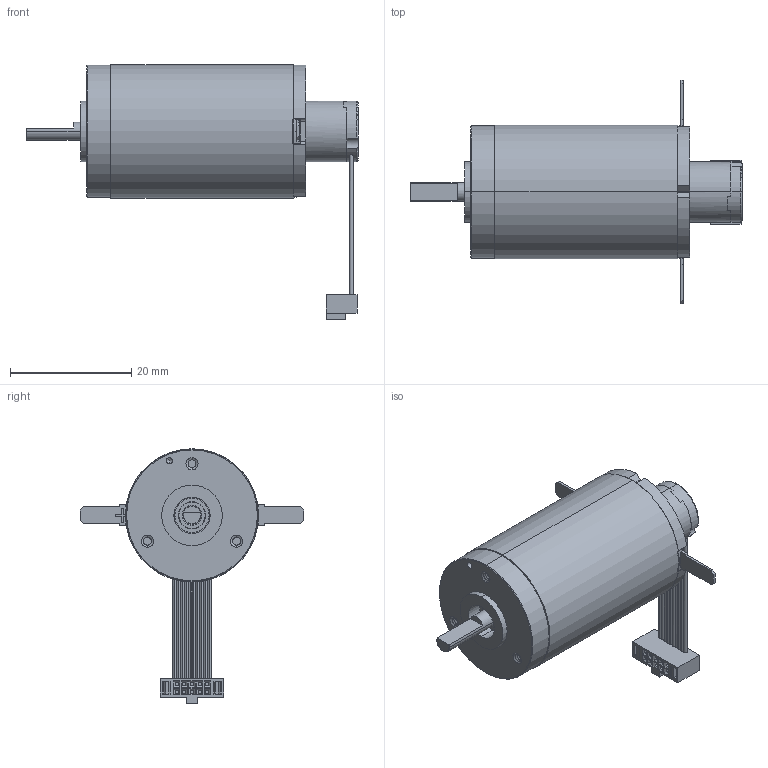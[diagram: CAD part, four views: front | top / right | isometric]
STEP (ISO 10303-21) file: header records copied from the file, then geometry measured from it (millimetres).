
FILE_DESCRIPTION(('STEP AP214'),'1');
FILE_NAME('cctmp_3F9ABB5B-4C7D-4075-B93A-2AC94933B33E_2021_4_7_1_18_18_535..stp','2021-04-06T23:18:19',('maxon motor ag'),('CADClick - www.CADClick.com'),'Spatial InterOp 3D',' ','unknown authorization');
FILE_SCHEMA(('AUTOMOTIVE_DESIGN'));
Length unit declared in the file: millimetre
Products named in the file (10): 0
Assembly tree (9 placements, depth 2):
  (unnamed)
    0
    0
    0
    0
    0
    0
    0
    0
    0
Bounding box: 54.8 x 36.9 x 42.02 mm (x, y, z)
Volume: 6819.9 mm3; surface area: 9508.7 mm2
Topology: 13 solids, 13 shells, 1000 faces, 2607 edges, 1689 vertices
Faces by surface type: plane 718, cylinder 184, cone 68, torus 28, sphere 2
Entity records: 39240 total; most frequent: CARTESIAN_POINT 5999, ORIENTED_EDGE 5210, DIRECTION 5072, EDGE_CURVE 2605, LINE 2070, VECTOR 2070, VERTEX_POINT 1689, AXIS2_PLACEMENT_3D 1501
